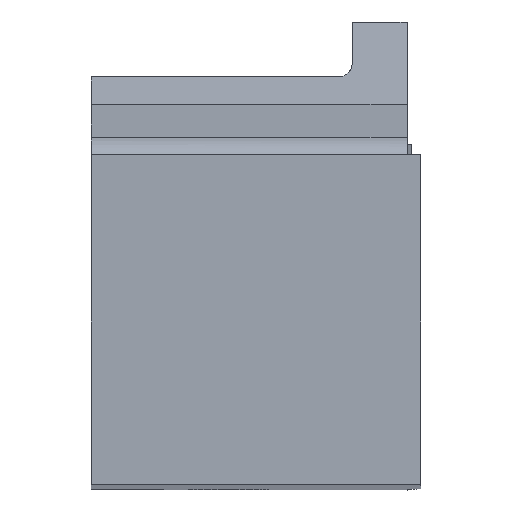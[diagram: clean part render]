
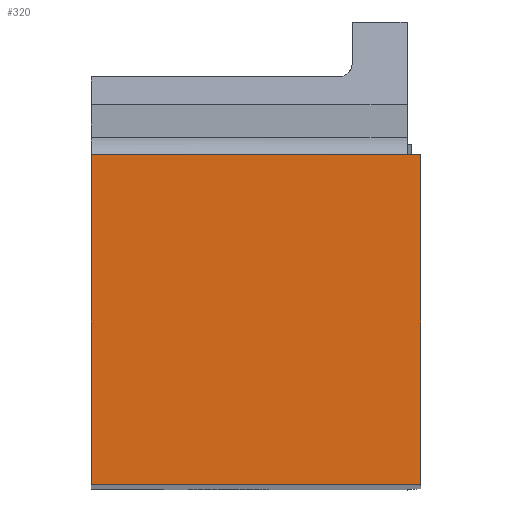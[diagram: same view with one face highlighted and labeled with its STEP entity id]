
A CAD part, top view. The second image highlights one B-rep face of the part: STEP entity #320.
In plain terms, the highlighted planar face has unit normal (0, 0, 1).
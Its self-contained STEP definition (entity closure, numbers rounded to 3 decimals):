
#320=ADVANCED_FACE('',(#548),#412,.T.);
#412=PLANE('',#3758);
#548=FACE_OUTER_BOUND('',#726,.T.);
#726=EDGE_LOOP('',(#1493,#1494,#1495,#1496));
#1493=ORIENTED_EDGE('',*,*,#2571,.T.);
#1494=ORIENTED_EDGE('',*,*,#2572,.F.);
#1495=ORIENTED_EDGE('',*,*,#2450,.T.);
#1496=ORIENTED_EDGE('',*,*,#2563,.T.);
#2011=VERTEX_POINT('',#9987);
#2013=VERTEX_POINT('',#9990);
#2095=VERTEX_POINT('',#10261);
#2099=VERTEX_POINT('',#10297);
#2450=EDGE_CURVE('',#2013,#2011,#3205,.T.);
#2563=EDGE_CURVE('',#2011,#2095,#3276,.T.);
#2571=EDGE_CURVE('',#2095,#2099,#3280,.T.);
#2572=EDGE_CURVE('',#2013,#2099,#3281,.T.);
#3205=LINE('',#9989,#3398);
#3276=LINE('',#10262,#3469);
#3280=LINE('',#10296,#3473);
#3281=LINE('',#10298,#3474);
#3398=VECTOR('',#4083,1.);
#3469=VECTOR('',#4290,1.);
#3473=VECTOR('',#4310,1.);
#3474=VECTOR('',#4311,1.);
#3758=AXIS2_PLACEMENT_3D('',#10299,#4312,#4313);
#4083=DIRECTION('',(0.,-1.,0.));
#4290=DIRECTION('',(1.,0.,0.));
#4310=DIRECTION('',(0.,1.,0.));
#4311=DIRECTION('',(1.,0.,0.));
#4312=DIRECTION('',(0.,0.,1.));
#4313=DIRECTION('',(-1.,0.,0.));
#9987=CARTESIAN_POINT('',(0.,0.,0.));
#9989=CARTESIAN_POINT('',(0.,12.,0.));
#9990=CARTESIAN_POINT('',(0.,12.,0.));
#10261=CARTESIAN_POINT('',(12.,0.,0.));
#10262=CARTESIAN_POINT('',(0.,0.,0.));
#10296=CARTESIAN_POINT('',(12.,0.,0.));
#10297=CARTESIAN_POINT('',(12.,12.,0.));
#10298=CARTESIAN_POINT('',(0.,12.,0.));
#10299=CARTESIAN_POINT('',(6.,6.,0.));
